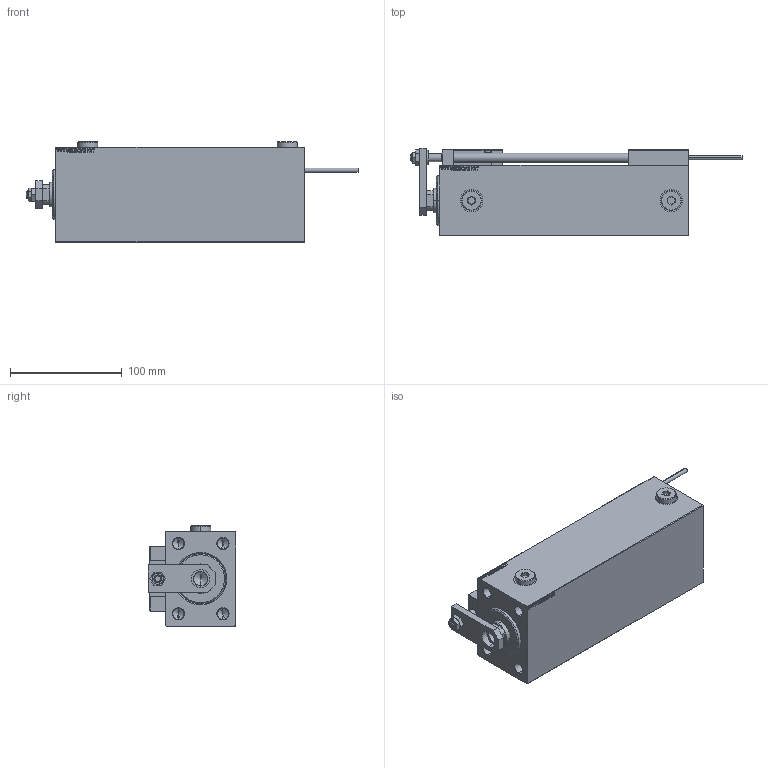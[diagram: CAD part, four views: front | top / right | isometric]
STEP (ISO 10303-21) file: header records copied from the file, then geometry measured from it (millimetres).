
FILE_DESCRIPTION (( 'STEP AP203' ), '1' );
FILE_NAME ('148d.STEP', '2024-02-13T02:32:49', ( '' ), ( '' ), 'SwSTEP 2.0', 'SolidWorks 2019', '' );
FILE_SCHEMA (( 'CONFIG_CONTROL_DESIGN' ));
Length unit declared in the file: millimetre
Products named in the file (17): Block c74f38bbf4142c7a756462fcd590fa23; NUT_D12 c74f38bbf4142c7a756462fcd590fa23; NUT_D10 c74f38bbf4142c7a756462fcd590fa23; V450CM_VC_B c74f38bbf4142c7a756462fcd590fa23; SWITCH X c74f38bbf4142c7a756462fcd590fa23; V450CM_B_Body c74f38bbf4142c7a756462fcd590fa23; MAGNET c74f38bbf4142c7a756462fcd590fa23; 148d; ALLEN BOLT D8 c74f38bbf4142c7a756462fcd590fa23; ZARAZKA c74f38bbf4142c7a756462fcd590fa23; ALLEN BOLT D5 c74f38bbf4142c7a756462fcd590fa23; SWITCH_X_FRONT_BACK c74f38bbf4142c7a756462fcd590fa23; TYC_L79 c74f38bbf4142c7a756462fcd590fa23; KONCOVKA c74f38bbf4142c7a756462fcd590fa23; Zatka_OIL_PORT c74f38bbf4142c7a756462fcd590fa23; V450CM_B_VCP c74f38bbf4142c7a756462fcd590fa23; SWITCH DIM B,W c74f38bbf4142c7a756462fcd590fa23
Assembly tree (27 placements, depth 3):
  148d
    V450CM_B_Body c74f38bbf4142c7a756462fcd590fa23
    V450CM_B_VCP c74f38bbf4142c7a756462fcd590fa23
    SWITCH X c74f38bbf4142c7a756462fcd590fa23
      SWITCH_X_FRONT_BACK c74f38bbf4142c7a756462fcd590fa23  x2
      TYC_L79 c74f38bbf4142c7a756462fcd590fa23
      Block c74f38bbf4142c7a756462fcd590fa23  x2
      ALLEN BOLT D5 c74f38bbf4142c7a756462fcd590fa23  x4
      ALLEN BOLT D8 c74f38bbf4142c7a756462fcd590fa23  x4
      MAGNET c74f38bbf4142c7a756462fcd590fa23  x2
      KONCOVKA c74f38bbf4142c7a756462fcd590fa23  x2
    NUT_D10 c74f38bbf4142c7a756462fcd590fa23
    NUT_D12 c74f38bbf4142c7a756462fcd590fa23
    SWITCH DIM B,W c74f38bbf4142c7a756462fcd590fa23
    ZARAZKA c74f38bbf4142c7a756462fcd590fa23
    V450CM_VC_B c74f38bbf4142c7a756462fcd590fa23
    Zatka_OIL_PORT c74f38bbf4142c7a756462fcd590fa23  x2
Bounding box: 297.7 x 78.5 x 89.9 mm (x, y, z)
Volume: 1095730.1 mm3; surface area: 167040.8 mm2
Topology: 26 solids, 26 shells, 1372 faces, 3272 edges, 2070 vertices
Faces by surface type: plane 595, bspline 380, cylinder 200, cone 149, torus 44, sphere 4
Entity records: 52520 total; most frequent: CARTESIAN_POINT 26519, ORIENTED_EDGE 5452, DIRECTION 3779, EDGE_CURVE 2726, VERTEX_POINT 1770, VECTOR 1575, LINE 1575, EDGE_LOOP 1266
